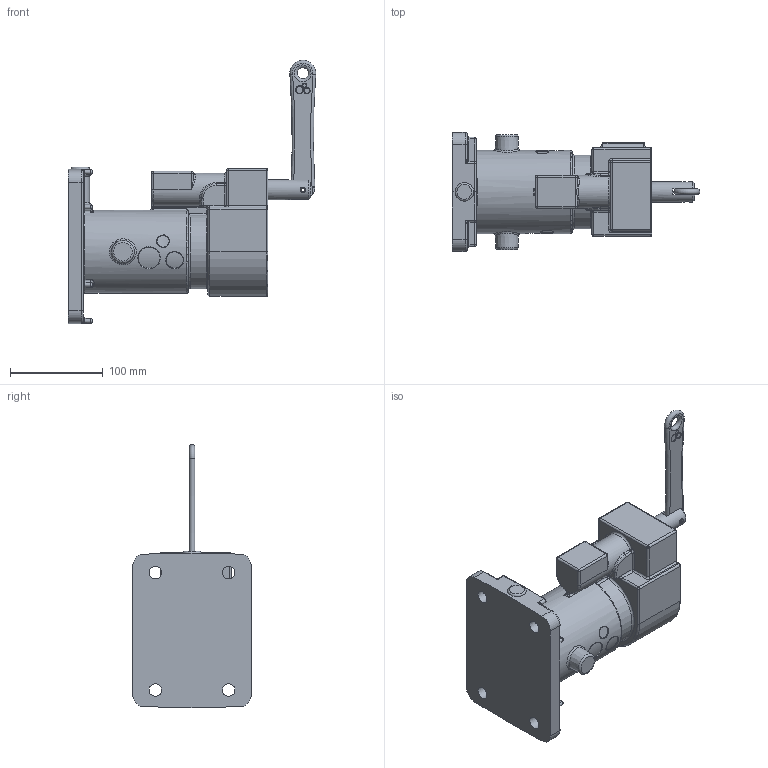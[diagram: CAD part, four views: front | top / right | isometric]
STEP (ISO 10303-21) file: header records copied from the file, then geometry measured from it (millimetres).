
FILE_DESCRIPTION(/* description */ (''),/* implementation_level */ '2;1');
FILE_NAME(/* name */ 'PS REC Jack In [Solid].stp',/* time_stamp */ '2022-10-05T12:58:09+10:00',/* author */ ('a.tao491'),/* organization */ (''),/* preprocessor_version */ 'ST-DEVELOPER v16.5',/* originating_system */ 'Autodesk Inventor 2017',/* authorisation */ '');
FILE_SCHEMA (('AUTOMOTIVE_DESIGN { 1 0 10303 214 3 1 1 }'));
Products named in the file (6): 2460_SLD with Handle RS2405_SLD; 2460_SLD; RS2405_SLD; 1550; 2746; 1581
Assembly tree (5 placements, depth 3):
  2460_SLD with Handle RS2405_SLD
    2460_SLD
    RS2405_SLD
      1550
      2746
      1581
Bounding box: 267.46 x 128.5 x 284.65 mm (x, y, z)
Volume: 2007853.4 mm3; surface area: 157799.8 mm2
Topology: 4 solids, 4 shells, 410 faces, 915 edges, 519 vertices
Faces by surface type: cylinder 156, plane 81, torus 73, bspline 60, sphere 30, cone 10
Full cylindrical faces by diameter (mm): 2.7 x2, 6 x2, 7 x1, 13.5 x4, 22 x1, 90 x1
Entity records: 38291 total; most frequent: CARTESIAN_POINT 29053, DIRECTION 1920, ORIENTED_EDGE 1728, EDGE_CURVE 864, AXIS2_PLACEMENT_3D 808, VERTEX_POINT 511, EDGE_LOOP 475, CIRCLE 423
